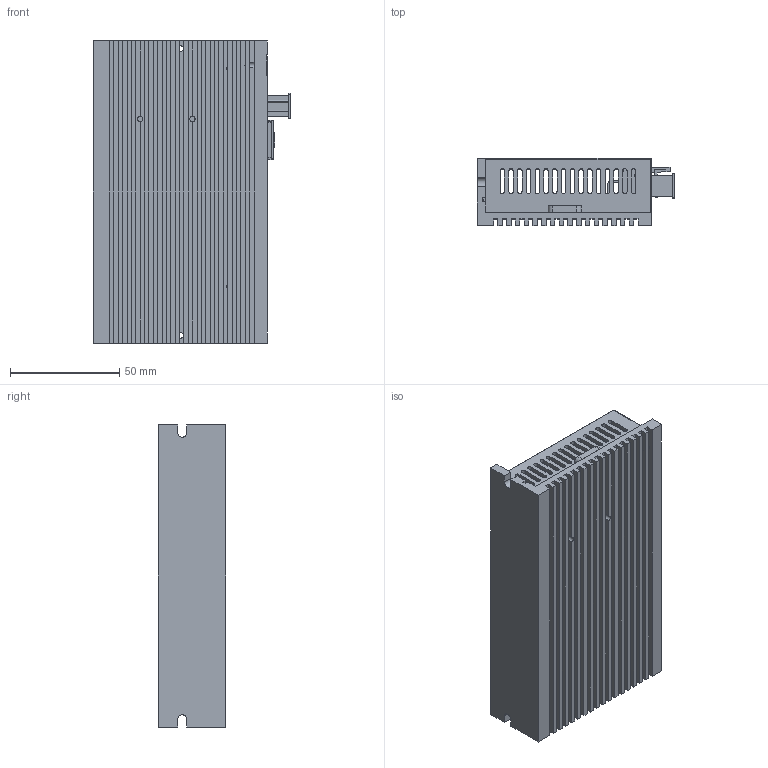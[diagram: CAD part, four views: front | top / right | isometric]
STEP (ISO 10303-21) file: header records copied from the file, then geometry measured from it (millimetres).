
FILE_DESCRIPTION (( 'STEP AP214' ), '1' );
FILE_NAME ('SSDC-P-H.STEP', '2021-09-10T02:20:57', ( 'Windows User' ), ( 'P R C' ), 'SwSTEP 2.0', 'SolidWorks 2020', '' );
FILE_SCHEMA (( 'AUTOMOTIVE_DESIGN' ));
Length unit declared in the file: millimetre
Products named in the file (6): 5; 9; 2; 1; SSDC-P-H; 8
Assembly tree (5 placements, depth 2):
  SSDC-P-H
    5
    2
    1
    9
    8
Bounding box: 90.34 x 30.8 x 138 mm (x, y, z)
Volume: 117075.4 mm3; surface area: 109825.7 mm2
Topology: 12 solids, 12 shells, 2934 faces, 7803 edges, 5135 vertices
Faces by surface type: plane 2053, cylinder 717, cone 128, bspline 34, sphere 2
Entity records: 114852 total; most frequent: CARTESIAN_POINT 18216, ORIENTED_EDGE 15600, DIRECTION 14883, EDGE_CURVE 7800, VECTOR 6003, LINE 6003, VERTEX_POINT 5135, AXIS2_PLACEMENT_3D 4440
